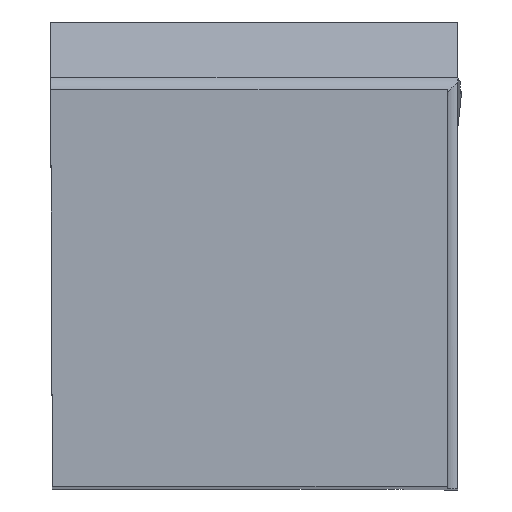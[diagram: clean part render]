
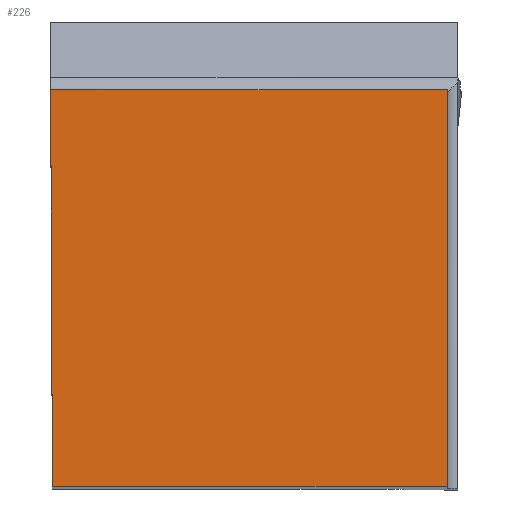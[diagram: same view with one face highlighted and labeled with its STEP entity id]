
A CAD part, top view. The second image highlights one B-rep face of the part: STEP entity #226.
In plain terms, the highlighted planar face has unit normal (0, 0, 1).
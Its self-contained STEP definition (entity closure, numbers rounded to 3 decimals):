
#226=ADVANCED_FACE('CU_BACK_SU1',(#339),#302,.F.);
#302=PLANE('',#1630);
#339=FACE_OUTER_BOUND('',#415,.T.);
#415=EDGE_LOOP('',(#516,#517,#518,#519));
#516=ORIENTED_EDGE('',*,*,#1066,.T.);
#517=ORIENTED_EDGE('',*,*,#1073,.T.);
#518=ORIENTED_EDGE('',*,*,#1074,.T.);
#519=ORIENTED_EDGE('',*,*,#1069,.F.);
#925=VERTEX_POINT('',#2178);
#926=VERTEX_POINT('',#2180);
#927=VERTEX_POINT('',#2185);
#930=VERTEX_POINT('',#2193);
#1066=EDGE_CURVE('',#926,#925,#1274,.T.);
#1069=EDGE_CURVE('',#926,#927,#1277,.T.);
#1073=EDGE_CURVE('',#925,#930,#1280,.T.);
#1074=EDGE_CURVE('',#930,#927,#1281,.T.);
#1274=LINE('',#2179,#1409);
#1277=LINE('',#2184,#1412);
#1280=LINE('',#2192,#1415);
#1281=LINE('',#2194,#1416);
#1409=VECTOR('',#1775,1.);
#1412=VECTOR('',#1780,1.);
#1415=VECTOR('',#1787,1.);
#1416=VECTOR('',#1788,1.);
#1630=AXIS2_PLACEMENT_3D('',#2195,#1789,#1790);
#1775=DIRECTION('',(1.,0.,0.));
#1780=DIRECTION('',(-0.004,1.,0.));
#1787=DIRECTION('',(0.,1.,0.));
#1788=DIRECTION('',(-1.,0.,0.));
#1789=DIRECTION('',(0.,0.,-1.));
#1790=DIRECTION('',(-1.,0.,0.));
#2178=CARTESIAN_POINT('',(31.85,0.,0.));
#2179=CARTESIAN_POINT('',(56.708,0.,0.));
#2180=CARTESIAN_POINT('',(0.139,0.,0.));
#2184=CARTESIAN_POINT('',(-0.086,51.602,0.));
#2185=CARTESIAN_POINT('',(0.,31.85,0.));
#2192=CARTESIAN_POINT('',(31.85,51.85,0.));
#2193=CARTESIAN_POINT('',(31.85,31.85,0.));
#2194=CARTESIAN_POINT('',(56.708,31.85,0.));
#2195=CARTESIAN_POINT('',(56.708,51.85,0.));
